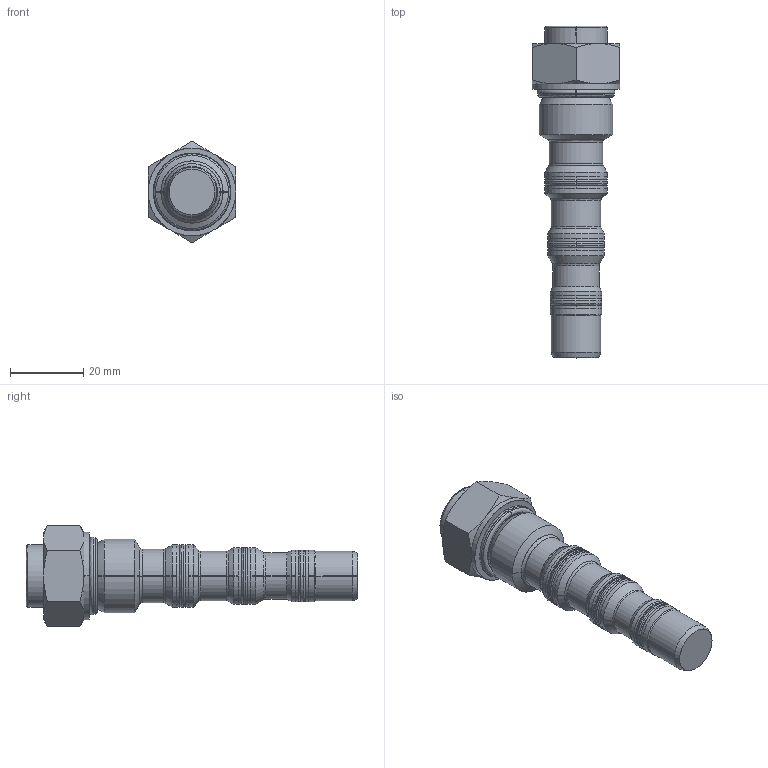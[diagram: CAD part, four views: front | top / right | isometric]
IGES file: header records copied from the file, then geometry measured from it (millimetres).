
Start section: SolidWorks IGES file using analytic representation for surfaces
Global section: file name: 602.020_Kunde.IGS; native system: SolidWorks 2016; preprocessor: SolidWorks 2016; author: hinz; date: 170315.102346; units: millimetre
Bounding box: 24 x 90.8 x 27.71 mm (x, y, z)
Surface area: 6960.7 mm2 (no closed solid volume)
Topology: 0 solids, 0 shells, 182 faces, 1820 edges, 1820 vertices
Faces by surface type: revolution 96, bspline 86
